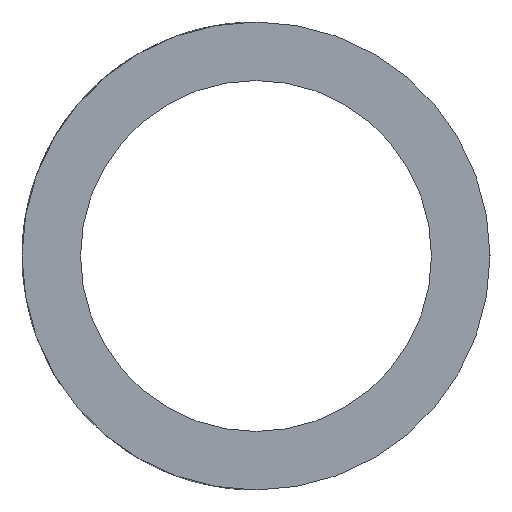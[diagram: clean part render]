
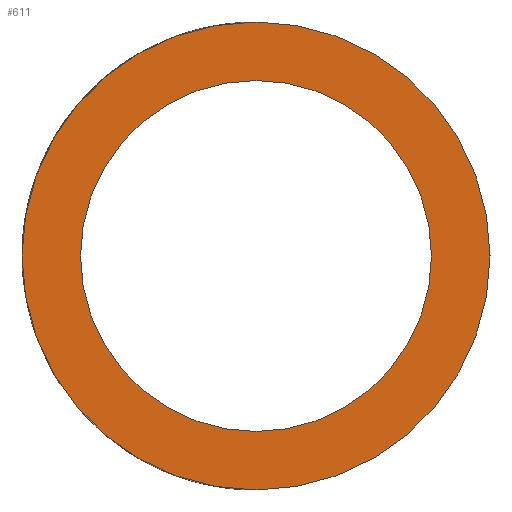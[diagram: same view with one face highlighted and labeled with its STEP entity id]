
A CAD part, left-side view. The second image highlights one B-rep face of the part: STEP entity #611.
In plain terms, the highlighted planar face has unit normal (-1, 0, 0).
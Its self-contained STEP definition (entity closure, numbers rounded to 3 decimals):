
#337 = VERTEX_POINT ( 'NONE', #4307 ) ;
#543 = CIRCLE ( 'NONE', #1374, 3. ) ;
#611 = ADVANCED_FACE ( 'NONE', ( #4862, #1401 ), #4801, .F. ) ;
#664 = AXIS2_PLACEMENT_3D ( 'NONE', #5704, #6188, #2671 ) ;
#827 = DIRECTION ( 'NONE',  ( 1., 0., 0. ) ) ;
#850 = CARTESIAN_POINT ( 'NONE',  ( 0., 0., 0. ) ) ;
#860 = EDGE_CURVE ( 'NONE', #1150, #337, #543, .T. ) ;
#887 = DIRECTION ( 'NONE',  ( 0., 0., -1. ) ) ;
#979 = AXIS2_PLACEMENT_3D ( 'NONE', #1096, #3116, #1579 ) ;
#1049 = ORIENTED_EDGE ( 'NONE', *, *, #860, .T. ) ;
#1096 = CARTESIAN_POINT ( 'NONE',  ( 0., 0., 0. ) ) ;
#1150 = VERTEX_POINT ( 'NONE', #1228 ) ;
#1228 = CARTESIAN_POINT ( 'NONE',  ( 0., 0., 3. ) ) ;
#1374 = AXIS2_PLACEMENT_3D ( 'NONE', #850, #5284, #3259 ) ;
#1401 = FACE_OUTER_BOUND ( 'NONE', #4380, .T. ) ;
#1579 = DIRECTION ( 'NONE',  ( 0., 0., -1. ) ) ;
#1603 = CARTESIAN_POINT ( 'NONE',  ( 0., 0., 4. ) ) ;
#1637 = DIRECTION ( 'NONE',  ( 0., 0., -1. ) ) ;
#2384 = CARTESIAN_POINT ( 'NONE',  ( 0., 0., 0. ) ) ;
#2571 = VERTEX_POINT ( 'NONE', #1603 ) ;
#2671 = DIRECTION ( 'NONE',  ( 0., 0., -1. ) ) ;
#3080 = EDGE_CURVE ( 'NONE', #2571, #3748, #4612, .T. ) ;
#3093 = CARTESIAN_POINT ( 'NONE',  ( 0., 0., -4. ) ) ;
#3116 = DIRECTION ( 'NONE',  ( 1., 0., 0. ) ) ;
#3259 = DIRECTION ( 'NONE',  ( 0., 0., -1. ) ) ;
#3748 = VERTEX_POINT ( 'NONE', #3093 ) ;
#4205 = CIRCLE ( 'NONE', #979, 4. ) ;
#4293 = AXIS2_PLACEMENT_3D ( 'NONE', #2384, #827, #887 ) ;
#4307 = CARTESIAN_POINT ( 'NONE',  ( 0., 0., -3. ) ) ;
#4380 = EDGE_LOOP ( 'NONE', ( #4774, #5562 ) ) ;
#4593 = ORIENTED_EDGE ( 'NONE', *, *, #5443, .T. ) ;
#4612 = CIRCLE ( 'NONE', #664, 4. ) ;
#4647 = CARTESIAN_POINT ( 'NONE',  ( 0., 0., 0. ) ) ;
#4774 = ORIENTED_EDGE ( 'NONE', *, *, #3080, .F. ) ;
#4801 = PLANE ( 'NONE',  #4293 ) ;
#4862 = FACE_BOUND ( 'NONE', #5637, .T. ) ;
#5284 = DIRECTION ( 'NONE',  ( 1., 0., 0. ) ) ;
#5328 = EDGE_CURVE ( 'NONE', #3748, #2571, #4205, .T. ) ;
#5352 = CIRCLE ( 'NONE', #5971, 3. ) ;
#5443 = EDGE_CURVE ( 'NONE', #337, #1150, #5352, .T. ) ;
#5562 = ORIENTED_EDGE ( 'NONE', *, *, #5328, .F. ) ;
#5637 = EDGE_LOOP ( 'NONE', ( #1049, #4593 ) ) ;
#5704 = CARTESIAN_POINT ( 'NONE',  ( 0., 0., 0. ) ) ;
#5971 = AXIS2_PLACEMENT_3D ( 'NONE', #4647, #6172, #1637 ) ;
#6172 = DIRECTION ( 'NONE',  ( 1., 0., 0. ) ) ;
#6188 = DIRECTION ( 'NONE',  ( 1., 0., 0. ) ) ;
